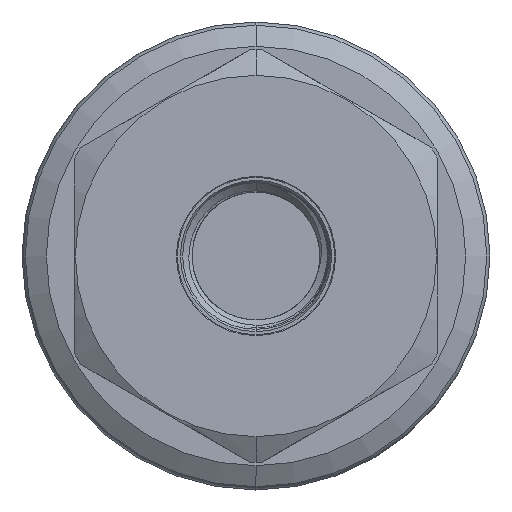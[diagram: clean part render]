
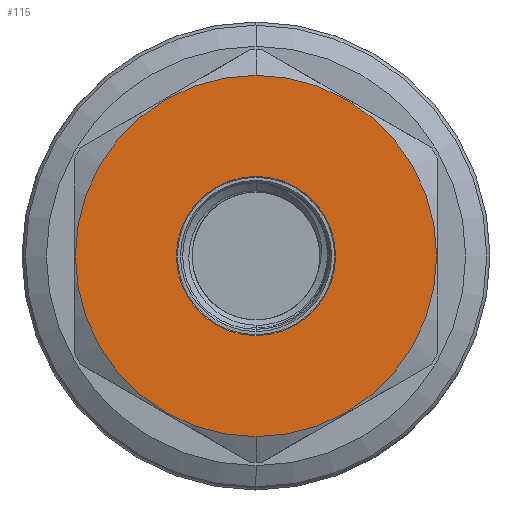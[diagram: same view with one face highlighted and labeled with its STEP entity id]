
A CAD part, left-side view. The second image highlights one B-rep face of the part: STEP entity #115.
In plain terms, the highlighted planar face has unit normal (-1, 0, 0).
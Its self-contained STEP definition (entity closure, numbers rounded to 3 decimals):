
#15 = VERTEX_POINT ( 'NONE', #9984 ) ;
#115 = ADVANCED_FACE ( 'NONE', ( #1521, #1524 ), #1108, .F. ) ;
#258 = ORIENTED_EDGE ( 'NONE', *, *, #3770, .T. ) ;
#311 = ORIENTED_EDGE ( 'NONE', *, *, #3776, .F. ) ;
#332 = ORIENTED_EDGE ( 'NONE', *, *, #921, .F. ) ;
#393 = ORIENTED_EDGE ( 'NONE', *, *, #922, .T. ) ;
#921 = EDGE_CURVE ( 'NONE', #5015, #4030, #1793, .T. ) ;
#922 = EDGE_CURVE ( 'NONE', #1134, #15, #1795, .T. ) ;
#1102 = CARTESIAN_POINT ( 'NONE',  ( -67.661, 17.993, -23.787 ) ) ;
#1108 = PLANE ( 'NONE',  #3949 ) ;
#1110 = DIRECTION ( 'NONE',  ( 1., 0., 0. ) ) ;
#1111 = DIRECTION ( 'NONE',  ( 0., 0., -1. ) ) ;
#1134 = VERTEX_POINT ( 'NONE', #6319 ) ;
#1521 = FACE_BOUND ( 'NONE', #4513, .T. ) ;
#1524 = FACE_OUTER_BOUND ( 'NONE', #4517, .T. ) ;
#1793 = CIRCLE ( 'NONE', #2375, 9.03 ) ;
#1795 = CIRCLE ( 'NONE', #2376, 20.5 ) ;
#1954 = CIRCLE ( 'NONE', #2458, 20.5 ) ;
#1957 = CIRCLE ( 'NONE', #2461, 9.03 ) ;
#2375 = AXIS2_PLACEMENT_3D ( 'NONE', #3565, #3566, #3567 ) ;
#2376 = AXIS2_PLACEMENT_3D ( 'NONE', #3569, #3570, #3571 ) ;
#2458 = AXIS2_PLACEMENT_3D ( 'NONE', #6495, #6496, #6497 ) ;
#2461 = AXIS2_PLACEMENT_3D ( 'NONE', #6535, #6536, #6537 ) ;
#2863 = CARTESIAN_POINT ( 'NONE',  ( -67.661, 17.993, -9.03 ) ) ;
#3565 = CARTESIAN_POINT ( 'NONE',  ( -67.661, 17.993, 0. ) ) ;
#3566 = DIRECTION ( 'NONE',  ( -1., 0., 0. ) ) ;
#3567 = DIRECTION ( 'NONE',  ( 0., 0., 1. ) ) ;
#3569 = CARTESIAN_POINT ( 'NONE',  ( -67.661, 17.993, 0. ) ) ;
#3570 = DIRECTION ( 'NONE',  ( -1., 0., 0. ) ) ;
#3571 = DIRECTION ( 'NONE',  ( 0., 0., 1. ) ) ;
#3770 = EDGE_CURVE ( 'NONE', #15, #1134, #1954, .T. ) ;
#3776 = EDGE_CURVE ( 'NONE', #4030, #5015, #1957, .T. ) ;
#3949 = AXIS2_PLACEMENT_3D ( 'NONE', #1102, #1110, #1111 ) ;
#4030 = VERTEX_POINT ( 'NONE', #2863 ) ;
#4513 = EDGE_LOOP ( 'NONE', ( #332, #311 ) ) ;
#4517 = EDGE_LOOP ( 'NONE', ( #393, #258 ) ) ;
#5015 = VERTEX_POINT ( 'NONE', #8920 ) ;
#6319 = CARTESIAN_POINT ( 'NONE',  ( -67.661, 17.993, -20.5 ) ) ;
#6495 = CARTESIAN_POINT ( 'NONE',  ( -67.661, 17.993, 0. ) ) ;
#6496 = DIRECTION ( 'NONE',  ( -1., 0., 0. ) ) ;
#6497 = DIRECTION ( 'NONE',  ( 0., 0., 1. ) ) ;
#6535 = CARTESIAN_POINT ( 'NONE',  ( -67.661, 17.993, 0. ) ) ;
#6536 = DIRECTION ( 'NONE',  ( -1., 0., 0. ) ) ;
#6537 = DIRECTION ( 'NONE',  ( 0., 0., 1. ) ) ;
#8920 = CARTESIAN_POINT ( 'NONE',  ( -67.661, 17.993, 9.03 ) ) ;
#9984 = CARTESIAN_POINT ( 'NONE',  ( -67.661, 17.993, 20.5 ) ) ;
